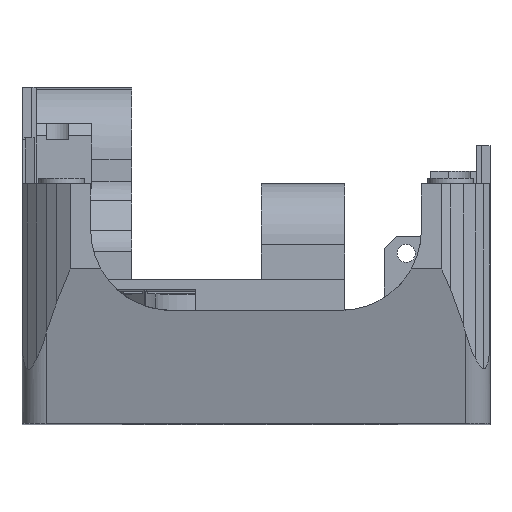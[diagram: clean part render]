
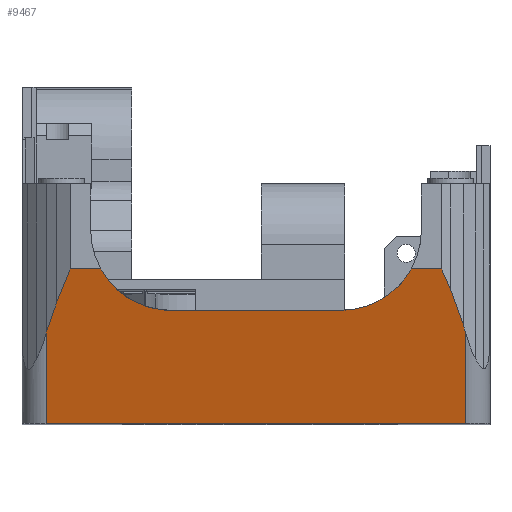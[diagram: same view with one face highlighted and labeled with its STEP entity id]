
A CAD part, top view. The second image highlights one B-rep face of the part: STEP entity #9467.
In plain terms, the highlighted planar face has unit normal (0, -0.25, 0.968).
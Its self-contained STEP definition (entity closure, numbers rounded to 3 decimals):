
#35=ELLIPSE('',#10056,10.328,10.);
#38=ELLIPSE('',#10073,10.328,10.);
#821=FACE_OUTER_BOUND('',#1338,.T.);
#1338=EDGE_LOOP('',(#7925,#7926,#7927,#7928,#7929,#7930,#7931,#7932,#7933,
#7934,#7935,#7936,#7937,#7938));
#1894=LINE('',#13734,#2859);
#2296=LINE('',#16478,#3261);
#2297=LINE('',#16481,#3262);
#2299=LINE('',#16485,#3264);
#2330=LINE('',#16606,#3295);
#2528=LINE('',#17178,#3493);
#2536=LINE('',#17198,#3501);
#2540=LINE('',#17206,#3505);
#2543=LINE('',#17212,#3508);
#2548=LINE('',#17226,#3513);
#2549=LINE('',#17228,#3514);
#2550=LINE('',#17229,#3515);
#2859=VECTOR('',#10411,10.);
#3261=VECTOR('',#11265,10.);
#3262=VECTOR('',#11268,10.);
#3264=VECTOR('',#11272,10.);
#3295=VECTOR('',#11377,10.);
#3493=VECTOR('',#11899,10.);
#3501=VECTOR('',#11917,10.);
#3505=VECTOR('',#11923,10.);
#3508=VECTOR('',#11928,10.);
#3513=VECTOR('',#11941,10.);
#3514=VECTOR('',#11944,10.);
#3515=VECTOR('',#11945,10.);
#3872=VERTEX_POINT('',#13732);
#3873=VERTEX_POINT('',#13733);
#4256=VERTEX_POINT('',#16474);
#4257=VERTEX_POINT('',#16476);
#4258=VERTEX_POINT('',#16480);
#4259=VERTEX_POINT('',#16484);
#4312=VERTEX_POINT('',#16604);
#4455=VERTEX_POINT('',#17152);
#4463=VERTEX_POINT('',#17177);
#4469=VERTEX_POINT('',#17196);
#4470=VERTEX_POINT('',#17197);
#4473=VERTEX_POINT('',#17205);
#4475=VERTEX_POINT('',#17211);
#4480=VERTEX_POINT('',#17225);
#4808=EDGE_CURVE('',#3872,#3873,#1894,.T.);
#5383=EDGE_CURVE('',#4256,#4257,#2296,.T.);
#5384=EDGE_CURVE('',#4258,#4256,#2297,.T.);
#5386=EDGE_CURVE('',#4259,#4258,#2299,.F.);
#5448=EDGE_CURVE('',#4257,#4312,#2330,.T.);
#5692=EDGE_CURVE('',#4455,#4259,#35,.F.);
#5705=EDGE_CURVE('',#4463,#4455,#2528,.T.);
#5715=EDGE_CURVE('',#4469,#4470,#2536,.T.);
#5719=EDGE_CURVE('',#4470,#4473,#2540,.T.);
#5722=EDGE_CURVE('',#4475,#4469,#2543,.T.);
#5729=EDGE_CURVE('',#4480,#4473,#2548,.T.);
#5730=EDGE_CURVE('',#4463,#4480,#38,.T.);
#5731=EDGE_CURVE('',#3872,#4312,#2549,.T.);
#5732=EDGE_CURVE('',#4475,#3873,#2550,.T.);
#7925=ORIENTED_EDGE('',*,*,#5722,.T.);
#7926=ORIENTED_EDGE('',*,*,#5715,.T.);
#7927=ORIENTED_EDGE('',*,*,#5719,.T.);
#7928=ORIENTED_EDGE('',*,*,#5729,.F.);
#7929=ORIENTED_EDGE('',*,*,#5730,.F.);
#7930=ORIENTED_EDGE('',*,*,#5705,.T.);
#7931=ORIENTED_EDGE('',*,*,#5692,.T.);
#7932=ORIENTED_EDGE('',*,*,#5386,.T.);
#7933=ORIENTED_EDGE('',*,*,#5384,.T.);
#7934=ORIENTED_EDGE('',*,*,#5383,.T.);
#7935=ORIENTED_EDGE('',*,*,#5448,.T.);
#7936=ORIENTED_EDGE('',*,*,#5731,.F.);
#7937=ORIENTED_EDGE('',*,*,#4808,.T.);
#7938=ORIENTED_EDGE('',*,*,#5732,.F.);
#9045=PLANE('',#10072);
#9467=ADVANCED_FACE('',(#821),#9045,.F.);
#10056=AXIS2_PLACEMENT_3D('',#17153,#11876,#11877);
#10072=AXIS2_PLACEMENT_3D('',#17224,#11939,#11940);
#10073=AXIS2_PLACEMENT_3D('',#17227,#11942,#11943);
#10411=DIRECTION('',(1.,0.,0.));
#11265=DIRECTION('',(-0.313,-0.92,-0.237));
#11268=DIRECTION('',(-0.368,-0.9,-0.232));
#11272=DIRECTION('',(1.,0.,0.));
#11377=DIRECTION('',(-0.268,-0.933,-0.241));
#11876=DIRECTION('center_axis',(0.,-0.25,
0.968));
#11877=DIRECTION('ref_axis',(-0.004,-0.968,-0.25));
#11899=DIRECTION('',(-1.,0.,0.));
#11917=DIRECTION('',(-0.334,0.913,0.235));
#11923=DIRECTION('',(-0.388,0.893,0.23));
#11928=DIRECTION('',(-0.272,0.932,0.24));
#11939=DIRECTION('center_axis',(0.,0.25,
-0.968));
#11940=DIRECTION('ref_axis',(0.,0.968,0.25));
#11941=DIRECTION('',(1.,0.,0.));
#11942=DIRECTION('center_axis',(0.,-0.25,
0.968));
#11943=DIRECTION('ref_axis',(0.005,-0.968,-0.25));
#11944=DIRECTION('',(0.,0.968,0.25));
#11945=DIRECTION('',(0.,-0.968,-0.25));
#13732=CARTESIAN_POINT('',(-19.908,-61.887,68.67));
#13733=CARTESIAN_POINT('',(32.092,-61.887,68.67));
#13734=CARTESIAN_POINT('',(-22.908,-61.887,68.67));
#16474=CARTESIAN_POINT('',(-18.644,-46.961,72.521));
#16476=CARTESIAN_POINT('',(-19.867,-50.552,71.594));
#16478=CARTESIAN_POINT('',(-17.645,-44.029,73.277));
#16480=CARTESIAN_POINT('',(-16.929,-42.761,73.604));
#16481=CARTESIAN_POINT('',(-17.435,-44.001,73.284));
#16484=CARTESIAN_POINT('',(-13.135,-42.761,73.604));
#16485=CARTESIAN_POINT('',(-22.908,-42.761,73.604));
#16604=CARTESIAN_POINT('',(-19.908,-50.697,71.557));
#16606=CARTESIAN_POINT('',(-17.998,-44.05,73.272));
#17152=CARTESIAN_POINT('',(-4.404,-47.887,72.282));
#17153=CARTESIAN_POINT('Origin',(-4.402,-37.887,74.862));
#17177=CARTESIAN_POINT('',(16.597,-47.887,72.282));
#17178=CARTESIAN_POINT('',(-18.656,-47.887,72.282));
#17196=CARTESIAN_POINT('',(31.748,-49.547,71.853));
#17197=CARTESIAN_POINT('',(30.16,-45.209,72.973));
#17198=CARTESIAN_POINT('',(26.371,-34.861,75.643));
#17205=CARTESIAN_POINT('',(29.097,-42.761,73.604));
#17206=CARTESIAN_POINT('',(25.13,-33.622,75.962));
#17211=CARTESIAN_POINT('',(32.092,-50.725,71.549));
#17212=CARTESIAN_POINT('',(27.904,-36.377,75.252));
#17224=CARTESIAN_POINT('Origin',(-22.908,-52.324,71.137));
#17225=CARTESIAN_POINT('',(25.328,-42.761,73.604));
#17226=CARTESIAN_POINT('',(-22.908,-42.761,73.604));
#17227=CARTESIAN_POINT('Origin',(16.594,-37.887,74.862));
#17228=CARTESIAN_POINT('',(-19.908,-53.921,70.725));
#17229=CARTESIAN_POINT('',(32.092,-53.921,70.725));
